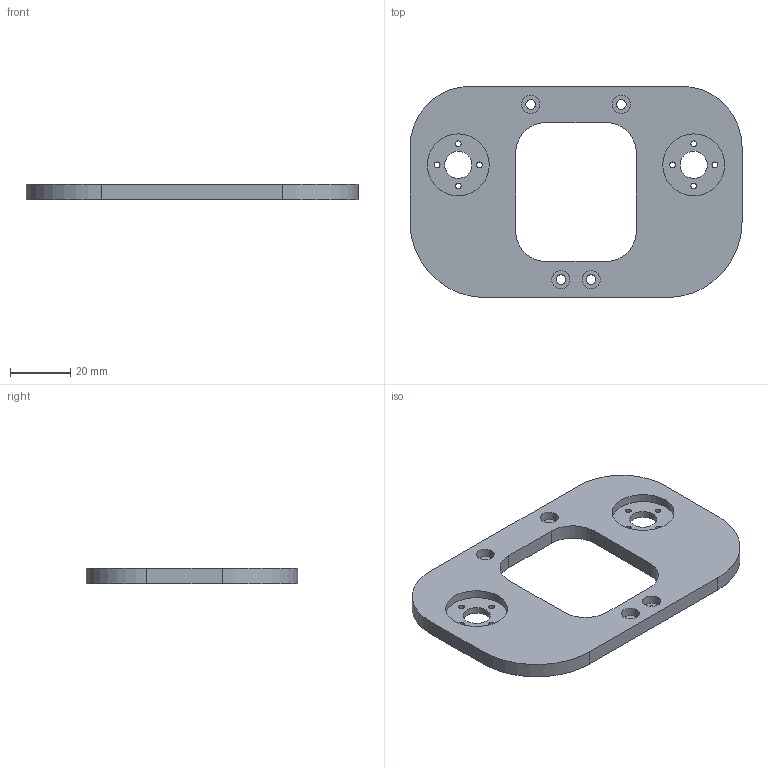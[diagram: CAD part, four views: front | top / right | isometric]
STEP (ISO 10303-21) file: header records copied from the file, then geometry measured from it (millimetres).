
FILE_DESCRIPTION(/* description */ (''),/* implementation_level */ '2;1');
FILE_NAME(/* name */ 'Outer_Shoulder_mod.step',/* time_stamp */ '2020-11-27T22:44:50+01:00',/* author */ (''),/* organization */ (''),/* preprocessor_version */ 'ST-DEVELOPER v18.1',/* originating_system */ 'Autodesk Translation Framework v9.3.0.1241',/* authorisation */ '');
FILE_SCHEMA (('AUTOMOTIVE_DESIGN { 1 0 10303 214 3 1 1 }'));
Length unit declared in the file: millimetre
Products named in the file (1): Outer_Shoulder_mod
Bounding box: 110 x 70 x 5 mm (x, y, z)
Volume: 24947.7 mm3; surface area: 13925.4 mm2
Topology: 1 solids, 1 shells, 44 faces, 108 edges, 72 vertices
Faces by surface type: cylinder 28, plane 16
Full cylindrical faces by diameter (mm): 1.9 x8, 3.2 x4, 6 x4, 9 x2, 20.5 x2
Entity records: 1428 total; most frequent: DIRECTION 254, CARTESIAN_POINT 225, ORIENTED_EDGE 216, EDGE_CURVE 108, AXIS2_PLACEMENT_3D 101, EDGE_LOOP 80, VERTEX_POINT 72, CIRCLE 56
